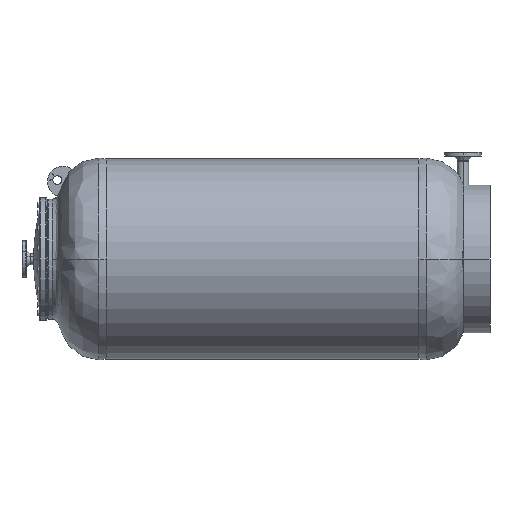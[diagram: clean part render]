
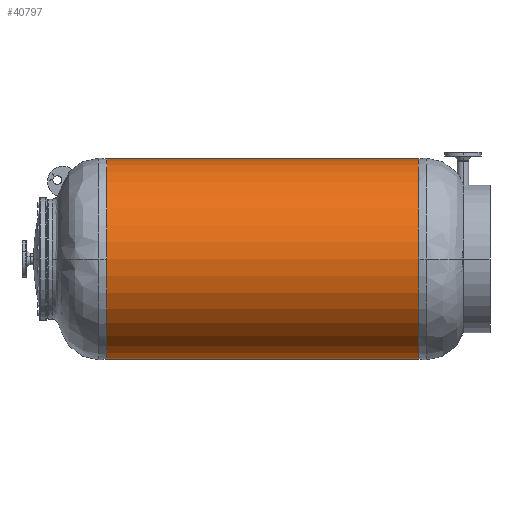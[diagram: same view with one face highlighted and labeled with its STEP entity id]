
A CAD part, left-side view. The second image highlights one B-rep face of the part: STEP entity #40797.
In plain terms, the highlighted cylindrical face has radius 407 mm (diameter 814 mm), a partial arc.
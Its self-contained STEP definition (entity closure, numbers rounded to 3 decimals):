
#313 = CARTESIAN_POINT ( 'NONE',  ( 364.73, 1669.97, 963.108 ) ) ;
#1632 = DIRECTION ( 'NONE',  ( 0., 1., 0. ) ) ;
#1837 = EDGE_CURVE ( 'NONE', #12087, #48180, #23986, .T. ) ;
#3324 = DIRECTION ( 'NONE',  ( 0., 0., 1. ) ) ;
#3506 = DIRECTION ( 'NONE',  ( 0., -1., 0. ) ) ;
#5908 = CIRCLE ( 'NONE', #50436, 407. ) ;
#6082 = ORIENTED_EDGE ( 'NONE', *, *, #1837, .T. ) ;
#6753 = AXIS2_PLACEMENT_3D ( 'NONE', #50165, #29674, #45682 ) ;
#7199 = CARTESIAN_POINT ( 'NONE',  ( 364.73, 1669.97, 1370.108 ) ) ;
#8268 = CARTESIAN_POINT ( 'NONE',  ( 364.73, 399.647, 1777.108 ) ) ;
#8401 = EDGE_CURVE ( 'NONE', #51817, #12087, #18380, .T. ) ;
#8554 = CARTESIAN_POINT ( 'NONE',  ( -42.27, 1669.97, 1370.108 ) ) ;
#11437 = LINE ( 'NONE', #51200, #51876 ) ;
#12087 = VERTEX_POINT ( 'NONE', #8554 ) ;
#12179 = CARTESIAN_POINT ( 'NONE',  ( 364.73, 168.808, 963.108 ) ) ;
#13812 = EDGE_CURVE ( 'NONE', #34867, #17940, #39525, .T. ) ;
#15944 = DIRECTION ( 'NONE',  ( 0., 1., 0. ) ) ;
#16271 = CARTESIAN_POINT ( 'NONE',  ( 364.73, 1669.97, 1777.108 ) ) ;
#17940 = VERTEX_POINT ( 'NONE', #19909 ) ;
#18380 = CIRCLE ( 'NONE', #47801, 407. ) ;
#18646 = EDGE_CURVE ( 'NONE', #35803, #51817, #11437, .T. ) ;
#19909 = CARTESIAN_POINT ( 'NONE',  ( -42.27, 399.647, 1370.108 ) ) ;
#21462 = AXIS2_PLACEMENT_3D ( 'NONE', #49764, #1632, #48742 ) ;
#22085 = ORIENTED_EDGE ( 'NONE', *, *, #13812, .T. ) ;
#22304 = AXIS2_PLACEMENT_3D ( 'NONE', #7199, #3506, #47420 ) ;
#23264 = CARTESIAN_POINT ( 'NONE',  ( 364.73, 1669.97, 1370.108 ) ) ;
#23986 = CIRCLE ( 'NONE', #22304, 407. ) ;
#27338 = VECTOR ( 'NONE', #28232, 1000. ) ;
#27477 = DIRECTION ( 'NONE',  ( 0., 1., 0. ) ) ;
#28114 = ORIENTED_EDGE ( 'NONE', *, *, #38361, .T. ) ;
#28232 = DIRECTION ( 'NONE',  ( 0., 1., 0. ) ) ;
#29674 = DIRECTION ( 'NONE',  ( 0., 1., 0. ) ) ;
#31657 = CYLINDRICAL_SURFACE ( 'NONE', #21462, 407. ) ;
#31939 = FACE_OUTER_BOUND ( 'NONE', #36178, .T. ) ;
#33020 = ORIENTED_EDGE ( 'NONE', *, *, #35817, .F. ) ;
#34867 = VERTEX_POINT ( 'NONE', #49508 ) ;
#35803 = VERTEX_POINT ( 'NONE', #8268 ) ;
#35817 = EDGE_CURVE ( 'NONE', #34867, #48180, #48246, .T. ) ;
#36178 = EDGE_LOOP ( 'NONE', ( #33020, #22085, #28114, #47651, #39499, #6082 ) ) ;
#38361 = EDGE_CURVE ( 'NONE', #17940, #35803, #5908, .T. ) ;
#39356 = DIRECTION ( 'NONE',  ( 0., 0., 1. ) ) ;
#39499 = ORIENTED_EDGE ( 'NONE', *, *, #8401, .T. ) ;
#39525 = CIRCLE ( 'NONE', #6753, 407. ) ;
#40797 = ADVANCED_FACE ( 'NONE', ( #31939 ), #31657, .T. ) ;
#45682 = DIRECTION ( 'NONE',  ( 0., 0., 1. ) ) ;
#47420 = DIRECTION ( 'NONE',  ( 0., 0., 1. ) ) ;
#47651 = ORIENTED_EDGE ( 'NONE', *, *, #18646, .T. ) ;
#47801 = AXIS2_PLACEMENT_3D ( 'NONE', #23264, #51682, #39356 ) ;
#48180 = VERTEX_POINT ( 'NONE', #313 ) ;
#48246 = LINE ( 'NONE', #12179, #27338 ) ;
#48294 = CARTESIAN_POINT ( 'NONE',  ( 364.73, 399.647, 1370.108 ) ) ;
#48742 = DIRECTION ( 'NONE',  ( 0., 0., 1. ) ) ;
#49508 = CARTESIAN_POINT ( 'NONE',  ( 364.73, 399.647, 963.108 ) ) ;
#49764 = CARTESIAN_POINT ( 'NONE',  ( 364.73, 168.808, 1370.108 ) ) ;
#50165 = CARTESIAN_POINT ( 'NONE',  ( 364.73, 399.647, 1370.108 ) ) ;
#50436 = AXIS2_PLACEMENT_3D ( 'NONE', #48294, #15944, #3324 ) ;
#51200 = CARTESIAN_POINT ( 'NONE',  ( 364.73, 168.808, 1777.108 ) ) ;
#51682 = DIRECTION ( 'NONE',  ( 0., -1., 0. ) ) ;
#51817 = VERTEX_POINT ( 'NONE', #16271 ) ;
#51876 = VECTOR ( 'NONE', #27477, 1000. ) ;
